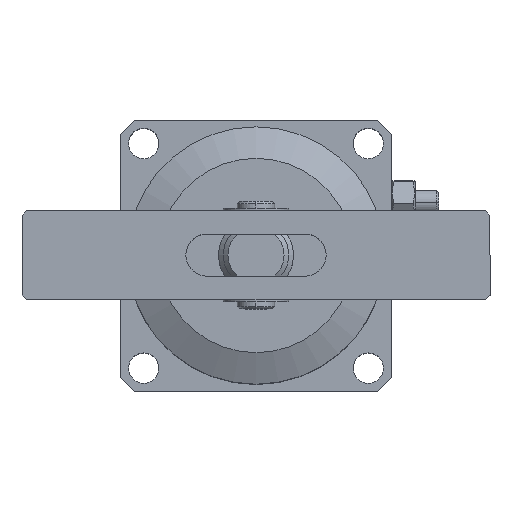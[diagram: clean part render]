
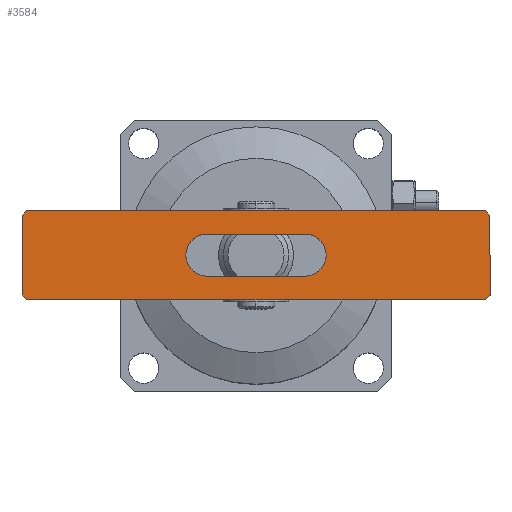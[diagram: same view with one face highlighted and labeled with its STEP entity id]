
A CAD part, top view. The second image highlights one B-rep face of the part: STEP entity #3584.
In plain terms, the highlighted face is planar.
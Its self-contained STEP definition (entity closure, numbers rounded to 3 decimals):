
#28 = DIRECTION ( 'NONE',  ( -1., 0., 0. ) ) ;
#32 = CARTESIAN_POINT ( 'NONE',  ( -10.5, -9.5, 5. ) ) ;
#39 = CARTESIAN_POINT ( 'NONE',  ( 10.5, -9.5, 9.5 ) ) ;
#40 = DIRECTION ( 'NONE',  ( 0., 1., 0. ) ) ;
#41 = DIRECTION ( 'NONE',  ( 0., 0., 1. ) ) ;
#54 = CARTESIAN_POINT ( 'NONE',  ( -10.5, -9.5, 9.5 ) ) ;
#55 = DIRECTION ( 'NONE',  ( 0., 1., 0. ) ) ;
#56 = DIRECTION ( 'NONE',  ( 0., 0., 1. ) ) ;
#60 = CARTESIAN_POINT ( 'NONE',  ( -50., -9.5, 1. ) ) ;
#61 = DIRECTION ( 'NONE',  ( 0.707, 0., -0.707 ) ) ;
#71 = CARTESIAN_POINT ( 'NONE',  ( -50., -9.5, 0. ) ) ;
#72 = DIRECTION ( 'NONE',  ( 1., 0., 0. ) ) ;
#122 = CARTESIAN_POINT ( 'NONE',  ( 50., -9.5, 19. ) ) ;
#127 = DIRECTION ( 'NONE',  ( 0., 0., -1. ) ) ;
#146 = CARTESIAN_POINT ( 'NONE',  ( -50., -9.5, 19. ) ) ;
#151 = DIRECTION ( 'NONE',  ( 1., 0., 0. ) ) ;
#166 = DIRECTION ( 'NONE',  ( 1., 0., 0. ) ) ;
#170 = CARTESIAN_POINT ( 'NONE',  ( -10.5, -9.5, 14. ) ) ;
#178 = DIRECTION ( 'NONE',  ( 0., 0., -1. ) ) ;
#183 = CARTESIAN_POINT ( 'NONE',  ( -50., -9.5, 19. ) ) ;
#185 = CARTESIAN_POINT ( 'NONE',  ( 50., -9.5, 1. ) ) ;
#186 = DIRECTION ( 'NONE',  ( 0.707, 0., 0.707 ) ) ;
#189 = CARTESIAN_POINT ( 'NONE',  ( 49., -9.5, 19. ) ) ;
#190 = DIRECTION ( 'NONE',  ( -0.707, 0., 0.707 ) ) ;
#621 = CARTESIAN_POINT ( 'NONE',  ( -10.5, -9.5, 5. ) ) ;
#704 = CARTESIAN_POINT ( 'NONE',  ( -50., -9.5, 1. ) ) ;
#709 = CARTESIAN_POINT ( 'NONE',  ( -10.5, -9.5, 14. ) ) ;
#818 = CARTESIAN_POINT ( 'NONE',  ( 10.5, -9.5, 14. ) ) ;
#825 = CARTESIAN_POINT ( 'NONE',  ( 49., -9.5, 19. ) ) ;
#836 = CARTESIAN_POINT ( 'NONE',  ( 10.5, -9.5, 5. ) ) ;
#1319 = LINE ( 'NONE', #32, #1321 ) ;
#1321 = VECTOR ( 'NONE', #28, 1000. ) ;
#1322 = CIRCLE ( 'NONE', #7675, 4.5 ) ;
#1330 = CIRCLE ( 'NONE', #7678, 4.5 ) ;
#1339 = LINE ( 'NONE', #60, #1341 ) ;
#1341 = VECTOR ( 'NONE', #61, 1000. ) ;
#1344 = LINE ( 'NONE', #71, #1346 ) ;
#1346 = VECTOR ( 'NONE', #72, 1000. ) ;
#1370 = LINE ( 'NONE', #122, #1375 ) ;
#1375 = VECTOR ( 'NONE', #127, 1000. ) ;
#1384 = LINE ( 'NONE', #146, #1391 ) ;
#1391 = VECTOR ( 'NONE', #151, 1000. ) ;
#1405 = LINE ( 'NONE', #170, #1407 ) ;
#1407 = VECTOR ( 'NONE', #166, 1000. ) ;
#1413 = LINE ( 'NONE', #185, #1416 ) ;
#1416 = VECTOR ( 'NONE', #186, 1000. ) ;
#1419 = LINE ( 'NONE', #183, #1421 ) ;
#1421 = VECTOR ( 'NONE', #178, 1000. ) ;
#1424 = LINE ( 'NONE', #189, #1426 ) ;
#1426 = VECTOR ( 'NONE', #190, 1000. ) ;
#1816 = ORIENTED_EDGE ( 'NONE', *, *, #7404, .T. ) ;
#1878 = ORIENTED_EDGE ( 'NONE', *, *, #7406, .T. ) ;
#1973 = VERTEX_POINT ( 'NONE', #6428 ) ;
#1992 = VERTEX_POINT ( 'NONE', #2723 ) ;
#2016 = VERTEX_POINT ( 'NONE', #2685 ) ;
#2017 = VERTEX_POINT ( 'NONE', #2680 ) ;
#2030 = VERTEX_POINT ( 'NONE', #2653 ) ;
#2046 = VERTEX_POINT ( 'NONE', #2772 ) ;
#2653 = CARTESIAN_POINT ( 'NONE',  ( 50., -9.5, 18. ) ) ;
#2680 = CARTESIAN_POINT ( 'NONE',  ( 50., -9.5, 1. ) ) ;
#2685 = CARTESIAN_POINT ( 'NONE',  ( 49., -9.5, 0. ) ) ;
#2723 = CARTESIAN_POINT ( 'NONE',  ( -49., -9.5, 0. ) ) ;
#2772 = CARTESIAN_POINT ( 'NONE',  ( -49., -9.5, 19. ) ) ;
#3584 = ADVANCED_FACE ( 'NONE', ( #5309, #5312 ), #7748, .F. ) ;
#4232 = CARTESIAN_POINT ( 'NONE',  ( -49., -9.5, 19. ) ) ;
#4241 = DIRECTION ( 'NONE',  ( -0.707, 0., -0.707 ) ) ;
#4559 = EDGE_CURVE ( 'NONE', #2046, #1973, #7347, .T. ) ;
#4809 = VERTEX_POINT ( 'NONE', #621 ) ;
#4889 = VERTEX_POINT ( 'NONE', #704 ) ;
#4932 = VERTEX_POINT ( 'NONE', #709 ) ;
#4949 = ORIENTED_EDGE ( 'NONE', *, *, #7421, .T. ) ;
#4950 = ORIENTED_EDGE ( 'NONE', *, *, #7471, .T. ) ;
#4957 = ORIENTED_EDGE ( 'NONE', *, *, #7460, .T. ) ;
#4961 = ORIENTED_EDGE ( 'NONE', *, *, #4559, .T. ) ;
#4971 = ORIENTED_EDGE ( 'NONE', *, *, #7411, .T. ) ;
#4973 = ORIENTED_EDGE ( 'NONE', *, *, #7417, .T. ) ;
#5005 = ORIENTED_EDGE ( 'NONE', *, *, #7468, .T. ) ;
#5015 = ORIENTED_EDGE ( 'NONE', *, *, #7450, .F. ) ;
#5051 = EDGE_LOOP ( 'NONE', ( #1816, #4971, #4957, #1878 ) ) ;
#5053 = ORIENTED_EDGE ( 'NONE', *, *, #7465, .T. ) ;
#5060 = EDGE_LOOP ( 'NONE', ( #5005, #4973, #4949, #5053, #5080, #4950, #5015, #4961 ) ) ;
#5080 = ORIENTED_EDGE ( 'NONE', *, *, #7440, .F. ) ;
#5309 = FACE_BOUND ( 'NONE', #5051, .T. ) ;
#5312 = FACE_OUTER_BOUND ( 'NONE', #5060, .T. ) ;
#6428 = CARTESIAN_POINT ( 'NONE',  ( -50., -9.5, 18. ) ) ;
#6730 = VERTEX_POINT ( 'NONE', #818 ) ;
#6737 = VERTEX_POINT ( 'NONE', #825 ) ;
#6748 = VERTEX_POINT ( 'NONE', #836 ) ;
#7347 = LINE ( 'NONE', #4232, #7349 ) ;
#7349 = VECTOR ( 'NONE', #4241, 1000. ) ;
#7404 = EDGE_CURVE ( 'NONE', #6748, #4809, #1319, .T. ) ;
#7406 = EDGE_CURVE ( 'NONE', #6730, #6748, #1322, .T. ) ;
#7411 = EDGE_CURVE ( 'NONE', #4809, #4932, #1330, .T. ) ;
#7417 = EDGE_CURVE ( 'NONE', #4889, #1992, #1339, .T. ) ;
#7421 = EDGE_CURVE ( 'NONE', #1992, #2016, #1344, .T. ) ;
#7440 = EDGE_CURVE ( 'NONE', #2030, #2017, #1370, .T. ) ;
#7450 = EDGE_CURVE ( 'NONE', #2046, #6737, #1384, .T. ) ;
#7460 = EDGE_CURVE ( 'NONE', #4932, #6730, #1405, .T. ) ;
#7465 = EDGE_CURVE ( 'NONE', #2016, #2017, #1413, .T. ) ;
#7468 = EDGE_CURVE ( 'NONE', #1973, #4889, #1419, .T. ) ;
#7471 = EDGE_CURVE ( 'NONE', #2030, #6737, #1424, .T. ) ;
#7486 = AXIS2_PLACEMENT_3D ( 'NONE', #7757, #7746, #7745 ) ;
#7675 = AXIS2_PLACEMENT_3D ( 'NONE', #39, #40, #41 ) ;
#7678 = AXIS2_PLACEMENT_3D ( 'NONE', #54, #55, #56 ) ;
#7745 = DIRECTION ( 'NONE',  ( 0., 0., 1. ) ) ;
#7746 = DIRECTION ( 'NONE',  ( 0., 1., 0. ) ) ;
#7748 = PLANE ( 'NONE',  #7486 ) ;
#7757 = CARTESIAN_POINT ( 'NONE',  ( -50., -9.5, 19. ) ) ;
